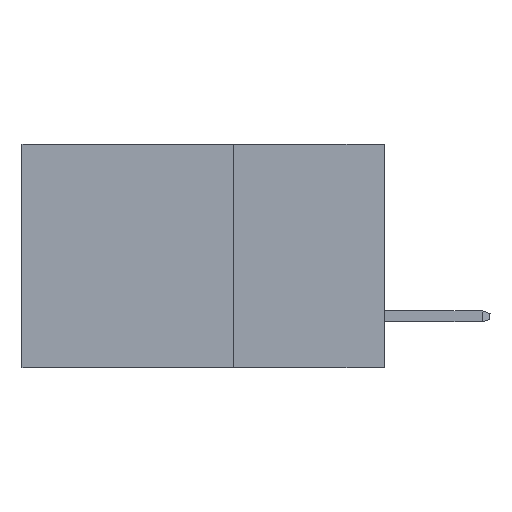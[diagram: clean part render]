
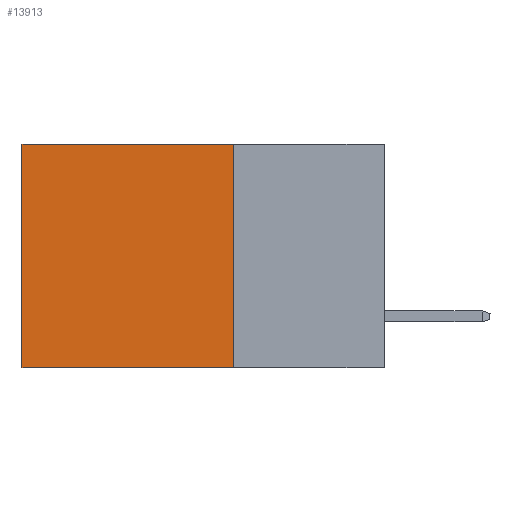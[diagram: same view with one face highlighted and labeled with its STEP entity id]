
A CAD part, left-side view. The second image highlights one B-rep face of the part: STEP entity #13913.
In plain terms, the highlighted planar face has unit normal (-1, 0, 0).
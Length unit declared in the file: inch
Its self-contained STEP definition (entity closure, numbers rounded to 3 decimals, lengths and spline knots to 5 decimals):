
#486 = EDGE_CURVE ( 'NONE', #14382, #13685, #10103, .T. ) ;
#565 = VECTOR ( 'NONE', #5444, 39.37008 ) ;
#737 = DIRECTION ( 'NONE',  ( 0., 1., 0. ) ) ;
#932 = CARTESIAN_POINT ( 'NONE',  ( 0.298, 0.6, -0.37 ) ) ;
#1313 = VECTOR ( 'NONE', #14286, 39.37008 ) ;
#2484 = CARTESIAN_POINT ( 'NONE',  ( 0.298, 0.25, 0. ) ) ;
#2876 = ORIENTED_EDGE ( 'NONE', *, *, #13793, .F. ) ;
#3335 = AXIS2_PLACEMENT_3D ( 'NONE', #10695, #13388, #11763 ) ;
#3348 = CARTESIAN_POINT ( 'NONE',  ( 0.298, 0.25, 0. ) ) ;
#4296 = VERTEX_POINT ( 'NONE', #12634 ) ;
#4300 = EDGE_LOOP ( 'NONE', ( #15444, #2876, #15895, #4962 ) ) ;
#4649 = LINE ( 'NONE', #8294, #565 ) ;
#4962 = ORIENTED_EDGE ( 'NONE', *, *, #5682, .T. ) ;
#5444 = DIRECTION ( 'NONE',  ( 0., 0., -1. ) ) ;
#5682 = EDGE_CURVE ( 'NONE', #14382, #4296, #15658, .T. ) ;
#7566 = VECTOR ( 'NONE', #737, 39.37008 ) ;
#8294 = CARTESIAN_POINT ( 'NONE',  ( 0.298, 0.6, 0. ) ) ;
#9597 = CARTESIAN_POINT ( 'NONE',  ( 0.298, 0.25, 0. ) ) ;
#9668 = VECTOR ( 'NONE', #15997, 39.37008 ) ;
#10103 = LINE ( 'NONE', #2484, #9668 ) ;
#10695 = CARTESIAN_POINT ( 'NONE',  ( 0.298, 0.25, 0. ) ) ;
#11442 = CARTESIAN_POINT ( 'NONE',  ( 0.298, 0.25, -0.37 ) ) ;
#11763 = DIRECTION ( 'NONE',  ( 0., 0., -1. ) ) ;
#12634 = CARTESIAN_POINT ( 'NONE',  ( 0.298, 0.6, 0. ) ) ;
#12692 = EDGE_CURVE ( 'NONE', #4296, #16154, #4649, .T. ) ;
#13388 = DIRECTION ( 'NONE',  ( 1., 0., 0. ) ) ;
#13685 = VERTEX_POINT ( 'NONE', #11442 ) ;
#13793 = EDGE_CURVE ( 'NONE', #13685, #16154, #14414, .T. ) ;
#13913 = ADVANCED_FACE ( 'NONE', ( #17033 ), #14519, .F. ) ;
#14286 = DIRECTION ( 'NONE',  ( 0., 1., 0. ) ) ;
#14382 = VERTEX_POINT ( 'NONE', #9597 ) ;
#14414 = LINE ( 'NONE', #17043, #7566 ) ;
#14519 = PLANE ( 'NONE',  #3335 ) ;
#15444 = ORIENTED_EDGE ( 'NONE', *, *, #12692, .T. ) ;
#15658 = LINE ( 'NONE', #3348, #1313 ) ;
#15895 = ORIENTED_EDGE ( 'NONE', *, *, #486, .F. ) ;
#15997 = DIRECTION ( 'NONE',  ( 0., 0., -1. ) ) ;
#16154 = VERTEX_POINT ( 'NONE', #932 ) ;
#17033 = FACE_OUTER_BOUND ( 'NONE', #4300, .T. ) ;
#17043 = CARTESIAN_POINT ( 'NONE',  ( 0.298, 0.25, -0.37 ) ) ;
